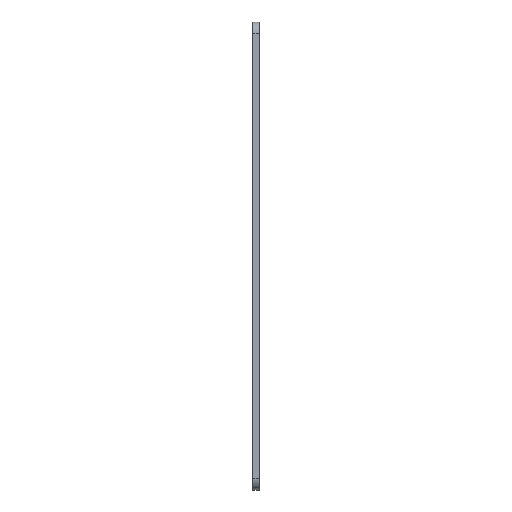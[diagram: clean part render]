
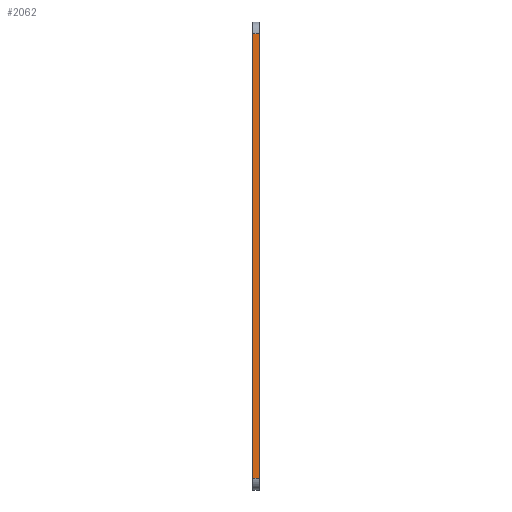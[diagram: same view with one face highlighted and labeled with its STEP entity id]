
A CAD part, left-side view. The second image highlights one B-rep face of the part: STEP entity #2062.
In plain terms, the highlighted planar face has unit normal (-1, 0, 0).
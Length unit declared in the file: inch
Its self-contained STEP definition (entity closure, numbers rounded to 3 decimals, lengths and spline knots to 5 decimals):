
#6 = CARTESIAN_POINT ( 'NONE',  ( -5., 0., -5.8 ) ) ;
#202 = VECTOR ( 'NONE', #230, 39.37008 ) ;
#230 = DIRECTION ( 'NONE',  ( 0., -1., 0. ) ) ;
#240 = CARTESIAN_POINT ( 'NONE',  ( -5., 0.18, 5.8 ) ) ;
#264 = EDGE_CURVE ( 'NONE', #659, #1754, #2678, .T. ) ;
#350 = LINE ( 'NONE', #1320, #1547 ) ;
#378 = PLANE ( 'NONE',  #2132 ) ;
#384 = CARTESIAN_POINT ( 'NONE',  ( -5., 0.18, -5.8 ) ) ;
#469 = DIRECTION ( 'NONE',  ( 0., -1., 0. ) ) ;
#471 = CARTESIAN_POINT ( 'NONE',  ( -5., 0.18, -5.8 ) ) ;
#624 = EDGE_CURVE ( 'NONE', #2165, #1754, #350, .T. ) ;
#654 = LINE ( 'NONE', #384, #2573 ) ;
#659 = VERTEX_POINT ( 'NONE', #240 ) ;
#721 = CARTESIAN_POINT ( 'NONE',  ( -5., 0.18, 5.8 ) ) ;
#917 = DIRECTION ( 'NONE',  ( 0., 0., 1. ) ) ;
#1170 = ORIENTED_EDGE ( 'NONE', *, *, #624, .T. ) ;
#1320 = CARTESIAN_POINT ( 'NONE',  ( -5., 0., -5.8 ) ) ;
#1468 = CARTESIAN_POINT ( 'NONE',  ( -5., 0., 5.8 ) ) ;
#1547 = VECTOR ( 'NONE', #2321, 39.37008 ) ;
#1628 = DIRECTION ( 'NONE',  ( 1., 0., 0. ) ) ;
#1754 = VERTEX_POINT ( 'NONE', #1468 ) ;
#1848 = DIRECTION ( 'NONE',  ( 0., 0., -1. ) ) ;
#2062 = ADVANCED_FACE ( 'NONE', ( #2639 ), #378, .F. ) ;
#2132 = AXIS2_PLACEMENT_3D ( 'NONE', #2357, #1628, #1848 ) ;
#2165 = VERTEX_POINT ( 'NONE', #6 ) ;
#2321 = DIRECTION ( 'NONE',  ( 0., 0., 1. ) ) ;
#2357 = CARTESIAN_POINT ( 'NONE',  ( -5., 0.18, -5.8 ) ) ;
#2573 = VECTOR ( 'NONE', #917, 39.37008 ) ;
#2639 = FACE_OUTER_BOUND ( 'NONE', #3022, .T. ) ;
#2678 = LINE ( 'NONE', #721, #3165 ) ;
#2679 = ORIENTED_EDGE ( 'NONE', *, *, #2902, .T. ) ;
#2680 = LINE ( 'NONE', #471, #202 ) ;
#2764 = ORIENTED_EDGE ( 'NONE', *, *, #3097, .F. ) ;
#2804 = VERTEX_POINT ( 'NONE', #3135 ) ;
#2840 = ORIENTED_EDGE ( 'NONE', *, *, #264, .F. ) ;
#2902 = EDGE_CURVE ( 'NONE', #2804, #2165, #2680, .T. ) ;
#3022 = EDGE_LOOP ( 'NONE', ( #1170, #2840, #2764, #2679 ) ) ;
#3097 = EDGE_CURVE ( 'NONE', #2804, #659, #654, .T. ) ;
#3135 = CARTESIAN_POINT ( 'NONE',  ( -5., 0.18, -5.8 ) ) ;
#3165 = VECTOR ( 'NONE', #469, 39.37008 ) ;
